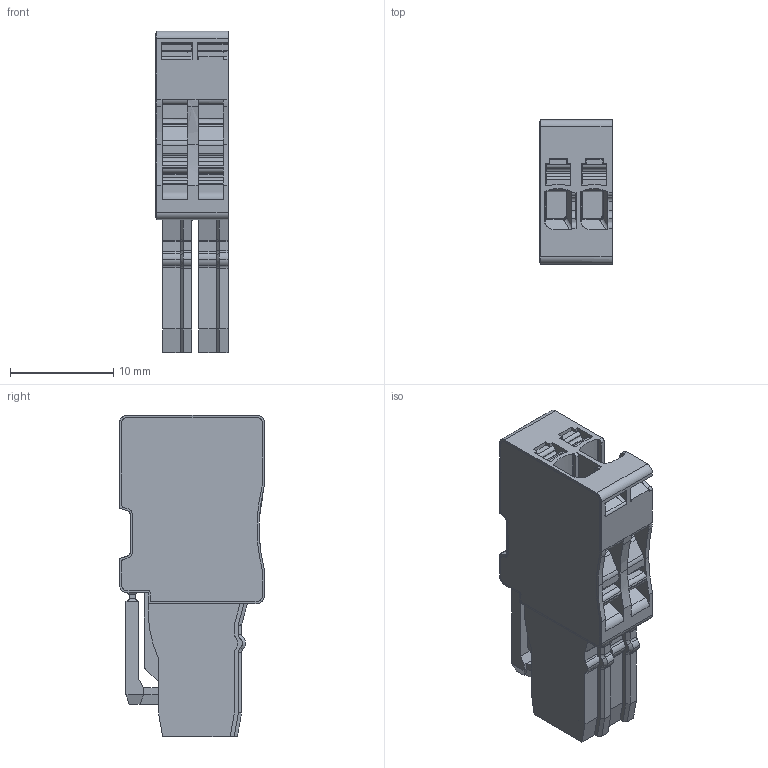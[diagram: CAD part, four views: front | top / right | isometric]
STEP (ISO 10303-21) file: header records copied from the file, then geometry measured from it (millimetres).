
FILE_DESCRIPTION(('CATIA V5 STEP Exchange','CAx-IF Rec.Pracs.--- Model Styling and Organization---1.4--- 2014-01-23'),'2;1');
FILE_NAME ('105557-1_3', '2021-11-29T08:36:33+00:00', ('none'), ('Weidmueller'), 'CATIA Version 5-6 Release 2016 SP3 HF44', 'CATIA V5 STEP AP214', 'none');
FILE_SCHEMA(('AUTOMOTIVE_DESIGN { 1 0 10303 214 1 1 1 1 }'));
Length unit declared in the file: millimetre
Products named in the file (1): 2482350000
Bounding box: 7 x 14 x 31.15 mm (x, y, z)
Volume: 1928.6 mm3; surface area: 2932.7 mm2
Topology: 5 solids, 18 shells, 1207 faces, 3382 edges, 2219 vertices
Faces by surface type: plane 562, cylinder 479, bspline 100, cone 60, extrusion 6
Entity records: 42591 total; most frequent: CARTESIAN_POINT 13865, ORIENTED_EDGE 6764, DIRECTION 4710, EDGE_CURVE 3382, VERTEX_POINT 2219, VECTOR 2010, LINE 2004, AXIS2_PLACEMENT_3D 1634
